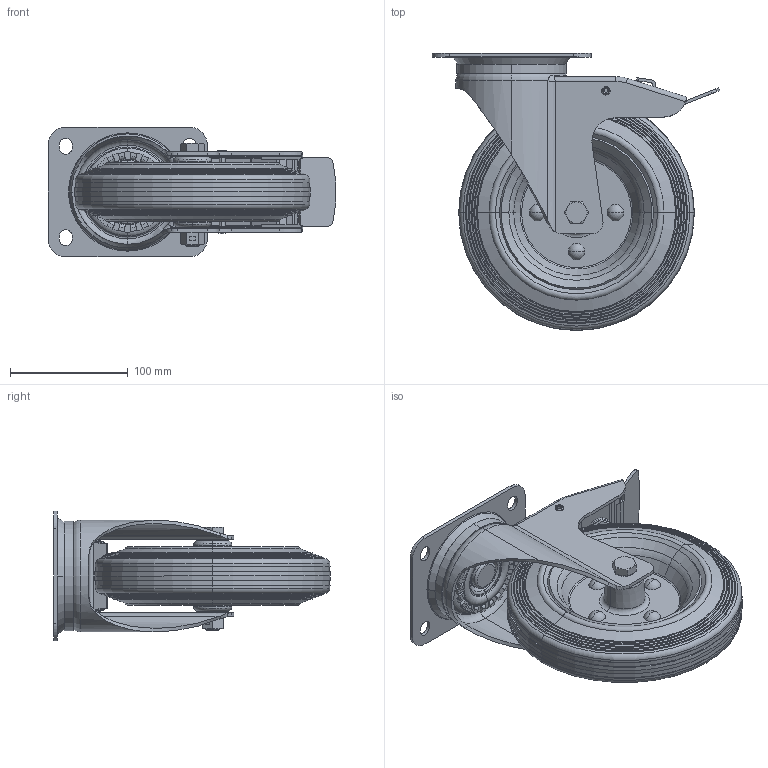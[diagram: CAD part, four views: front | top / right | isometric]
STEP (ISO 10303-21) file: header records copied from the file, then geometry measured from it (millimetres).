
FILE_DESCRIPTION (( 'STEP AP214' ), '1' );
FILE_NAME ('0055969.step', '2023-11-09T14:19:15', ( '' ), ( '' ), 'SwSTEP 2.0', 'SolidWorks 2020', '' );
FILE_SCHEMA (( 'AUTOMOTIVE_DESIGN' ));
Length unit declared in the file: millimetre
Products named in the file (1): 0055969
Bounding box: 244.14 x 235 x 110 mm (x, y, z)
Volume: 1158537.2 mm3; surface area: 335274.1 mm2
Topology: 34 solids, 34 shells, 1454 faces, 3544 edges, 2159 vertices
Faces by surface type: plane 515, cylinder 318, torus 297, cone 186, bspline 100, sphere 38
Entity records: 65883 total; most frequent: CARTESIAN_POINT 15692, DIRECTION 7292, ORIENTED_EDGE 6960, EDGE_CURVE 3480, AXIS2_PLACEMENT_3D 2927, VERTEX_POINT 2135, CIRCLE 1572, EDGE_LOOP 1565
